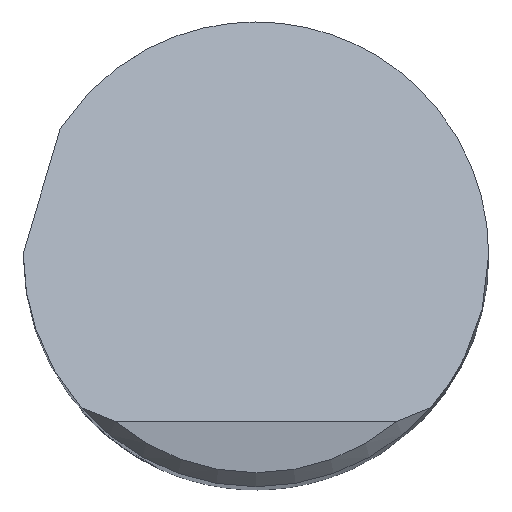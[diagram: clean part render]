
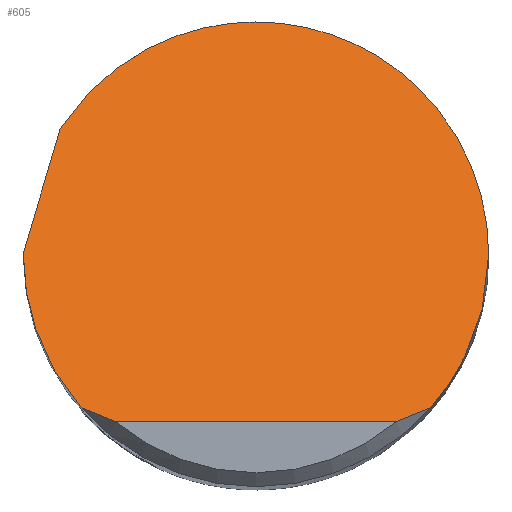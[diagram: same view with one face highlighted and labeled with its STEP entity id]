
A CAD part, top view. The second image highlights one B-rep face of the part: STEP entity #605.
In plain terms, the highlighted planar face has unit normal (0, 0.707, 0.707).
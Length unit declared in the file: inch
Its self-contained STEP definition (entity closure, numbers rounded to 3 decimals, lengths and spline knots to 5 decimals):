
#10 = VERTEX_POINT ( 'NONE', #290 ) ;
#13 = CARTESIAN_POINT ( 'NONE',  ( -0.21026, 0.13524, 2.18476 ) ) ;
#50 = VERTEX_POINT ( 'NONE', #190 ) ;
#65 =( BOUNDED_CURVE ( )  B_SPLINE_CURVE ( 3, ( #249, #505, #765, #820 ),
 .UNSPECIFIED., .F., .T. ) 
 B_SPLINE_CURVE_WITH_KNOTS ( ( 4, 4 ),
 ( 1.5708, 2.29162 ),
 .UNSPECIFIED. ) 
 CURVE ( )  GEOMETRIC_REPRESENTATION_ITEM ( )  RATIONAL_B_SPLINE_CURVE ( ( 1., 0.957, 0.957, 1. ) ) 
 REPRESENTATION_ITEM ( '' )  );
#68 = EDGE_CURVE ( 'NONE', #386, #800, #65, .T. ) ;
#79 = LINE ( 'NONE', #767, #666 ) ;
#129 = VERTEX_POINT ( 'NONE', #199 ) ;
#137 = CARTESIAN_POINT ( 'NONE',  ( -0.17589, -0.1704, 2.4904 ) ) ;
#156 = EDGE_CURVE ( 'NONE', #129, #611, #458, .T. ) ;
#167 =( BOUNDED_CURVE ( )  B_SPLINE_CURVE ( 3, ( #699, #327, #200, #596 ),
 .UNSPECIFIED., .F., .T. ) 
 B_SPLINE_CURVE_WITH_KNOTS ( ( 4, 4 ),
 ( 3.99157, 4.71239 ),
 .UNSPECIFIED. ) 
 CURVE ( )  GEOMETRIC_REPRESENTATION_ITEM ( )  RATIONAL_B_SPLINE_CURVE ( ( 1., 0.957, 0.957, 1. ) ) 
 REPRESENTATION_ITEM ( '' )  );
#175 =( BOUNDED_CURVE ( )  B_SPLINE_CURVE ( 3, ( #13, #678, #573, #305 ),
 .UNSPECIFIED., .F., .T. ) 
 B_SPLINE_CURVE_WITH_KNOTS ( ( 4, 4 ),
 ( 5.28398, 7.85398 ),
 .UNSPECIFIED. ) 
 CURVE ( )  GEOMETRIC_REPRESENTATION_ITEM ( )  RATIONAL_B_SPLINE_CURVE ( ( 1., 0.521, 0.521, 1. ) ) 
 REPRESENTATION_ITEM ( '' )  );
#182 = CARTESIAN_POINT ( 'NONE',  ( -0.25, 0., 2.32 ) ) ;
#190 = CARTESIAN_POINT ( 'NONE',  ( -0.25, 0.001, 2.319 ) ) ;
#192 = CARTESIAN_POINT ( 'NONE',  ( -0.25, 0.00033, 2.31967 ) ) ;
#194 = CARTESIAN_POINT ( 'NONE',  ( 0., -0.18, 2.5 ) ) ;
#199 = CARTESIAN_POINT ( 'NONE',  ( -0.15108, -0.18, 2.5 ) ) ;
#200 = CARTESIAN_POINT ( 'NONE',  ( -0.25, -0.06141, 2.38141 ) ) ;
#215 = DIRECTION ( 'NONE',  ( 1., 0., 0. ) ) ;
#217 = CARTESIAN_POINT ( 'NONE',  ( 0.15108, -0.18, 2.5 ) ) ;
#232 = ORIENTED_EDGE ( 'NONE', *, *, #68, .F. ) ;
#249 = CARTESIAN_POINT ( 'NONE',  ( 0.25, 0., 2.32 ) ) ;
#261 = DIRECTION ( 'NONE',  ( 0.205, 0.692, -0.692 ) ) ;
#264 = CARTESIAN_POINT ( 'NONE',  ( -0.18782, -0.165, 2.485 ) ) ;
#284 = ORIENTED_EDGE ( 'NONE', *, *, #510, .F. ) ;
#290 = CARTESIAN_POINT ( 'NONE',  ( -0.18782, -0.165, 2.485 ) ) ;
#304 = CARTESIAN_POINT ( 'NONE',  ( 0.18782, -0.165, 2.485 ) ) ;
#305 = CARTESIAN_POINT ( 'NONE',  ( 0.25, 0., 2.32 ) ) ;
#311 = ORIENTED_EDGE ( 'NONE', *, *, #498, .T. ) ;
#319 = CARTESIAN_POINT ( 'NONE',  ( -0.16367, -0.17542, 2.49542 ) ) ;
#327 = CARTESIAN_POINT ( 'NONE',  ( -0.22834, -0.11887, 2.43887 ) ) ;
#353 = EDGE_CURVE ( 'NONE', #468, #386, #175, .T. ) ;
#365 = EDGE_CURVE ( 'NONE', #611, #800, #777, .T. ) ;
#375 = CARTESIAN_POINT ( 'NONE',  ( 0.18782, -0.165, 2.485 ) ) ;
#377 = VERTEX_POINT ( 'NONE', #182 ) ;
#383 = FACE_OUTER_BOUND ( 'NONE', #555, .T. ) ;
#386 = VERTEX_POINT ( 'NONE', #630 ) ;
#387 = CARTESIAN_POINT ( 'NONE',  ( -0.25, 0., 2.32 ) ) ;
#411 = ORIENTED_EDGE ( 'NONE', *, *, #365, .T. ) ;
#429 = AXIS2_PLACEMENT_3D ( 'NONE', #448, #711, #648 ) ;
#448 = CARTESIAN_POINT ( 'NONE',  ( -0.25, -0.18, 2.5 ) ) ;
#458 = LINE ( 'NONE', #194, #714 ) ;
#468 = VERTEX_POINT ( 'NONE', #634 ) ;
#479 = EDGE_CURVE ( 'NONE', #377, #50, #773, .T. ) ;
#498 = EDGE_CURVE ( 'NONE', #10, #129, #551, .T. ) ;
#505 = CARTESIAN_POINT ( 'NONE',  ( 0.25, -0.06141, 2.38141 ) ) ;
#510 = EDGE_CURVE ( 'NONE', #10, #377, #167, .T. ) ;
#524 = CARTESIAN_POINT ( 'NONE',  ( -0.25, 0.001, 2.319 ) ) ;
#536 = ORIENTED_EDGE ( 'NONE', *, *, #568, .F. ) ;
#551 = B_SPLINE_CURVE_WITH_KNOTS ( 'NONE', 3,
 ( #264, #137, #319, #650 ),
 .UNSPECIFIED., .F., .F.,
 ( 4, 4 ),
 ( 0., 0.00108 ),
 .UNSPECIFIED. ) ;
#555 = EDGE_LOOP ( 'NONE', ( #701, #411, #232, #686, #536, #651, #284, #311 ) ) ;
#567 = CARTESIAN_POINT ( 'NONE',  ( 0.15108, -0.18, 2.5 ) ) ;
#568 = EDGE_CURVE ( 'NONE', #50, #468, #79, .T. ) ;
#573 = CARTESIAN_POINT ( 'NONE',  ( 0.25, 0.30676, 2.01324 ) ) ;
#594 = CARTESIAN_POINT ( 'NONE',  ( -0.25, 0.00067, 2.31933 ) ) ;
#596 = CARTESIAN_POINT ( 'NONE',  ( -0.25, 0., 2.32 ) ) ;
#605 = ADVANCED_FACE ( 'NONE', ( #383 ), #778, .F. ) ;
#611 = VERTEX_POINT ( 'NONE', #217 ) ;
#630 = CARTESIAN_POINT ( 'NONE',  ( 0.25, 0., 2.32 ) ) ;
#634 = CARTESIAN_POINT ( 'NONE',  ( -0.21026, 0.13524, 2.18476 ) ) ;
#648 = DIRECTION ( 'NONE',  ( 0., 0.707, -0.707 ) ) ;
#650 = CARTESIAN_POINT ( 'NONE',  ( -0.15108, -0.18, 2.5 ) ) ;
#651 = ORIENTED_EDGE ( 'NONE', *, *, #479, .F. ) ;
#666 = VECTOR ( 'NONE', #261, 39.37008 ) ;
#678 = CARTESIAN_POINT ( 'NONE',  ( -0.04431, 0.39324, 1.92676 ) ) ;
#686 = ORIENTED_EDGE ( 'NONE', *, *, #353, .F. ) ;
#699 = CARTESIAN_POINT ( 'NONE',  ( -0.18782, -0.165, 2.485 ) ) ;
#701 = ORIENTED_EDGE ( 'NONE', *, *, #156, .T. ) ;
#711 = DIRECTION ( 'NONE',  ( 0., -0.707, -0.707 ) ) ;
#714 = VECTOR ( 'NONE', #215, 39.37008 ) ;
#765 = CARTESIAN_POINT ( 'NONE',  ( 0.22834, -0.11887, 2.43887 ) ) ;
#767 = CARTESIAN_POINT ( 'NONE',  ( -0.30133, -0.1724, 2.4924 ) ) ;
#773 =( BOUNDED_CURVE ( )  B_SPLINE_CURVE ( 3, ( #387, #192, #594, #524 ),
 .UNSPECIFIED., .F., .T. ) 
 B_SPLINE_CURVE_WITH_KNOTS ( ( 4, 4 ),
 ( 4.71239, 4.71639 ),
 .UNSPECIFIED. ) 
 CURVE ( )  GEOMETRIC_REPRESENTATION_ITEM ( )  RATIONAL_B_SPLINE_CURVE ( ( 1., 1., 1., 1. ) ) 
 REPRESENTATION_ITEM ( '' )  );
#777 = B_SPLINE_CURVE_WITH_KNOTS ( 'NONE', 3,
 ( #567, #821, #817, #375 ),
 .UNSPECIFIED., .F., .F.,
 ( 4, 4 ),
 ( 0., 0.00108 ),
 .UNSPECIFIED. ) ;
#778 = PLANE ( 'NONE',  #429 ) ;
#800 = VERTEX_POINT ( 'NONE', #304 ) ;
#817 = CARTESIAN_POINT ( 'NONE',  ( 0.17589, -0.1704, 2.4904 ) ) ;
#820 = CARTESIAN_POINT ( 'NONE',  ( 0.18782, -0.165, 2.485 ) ) ;
#821 = CARTESIAN_POINT ( 'NONE',  ( 0.16367, -0.17542, 2.49542 ) ) ;
